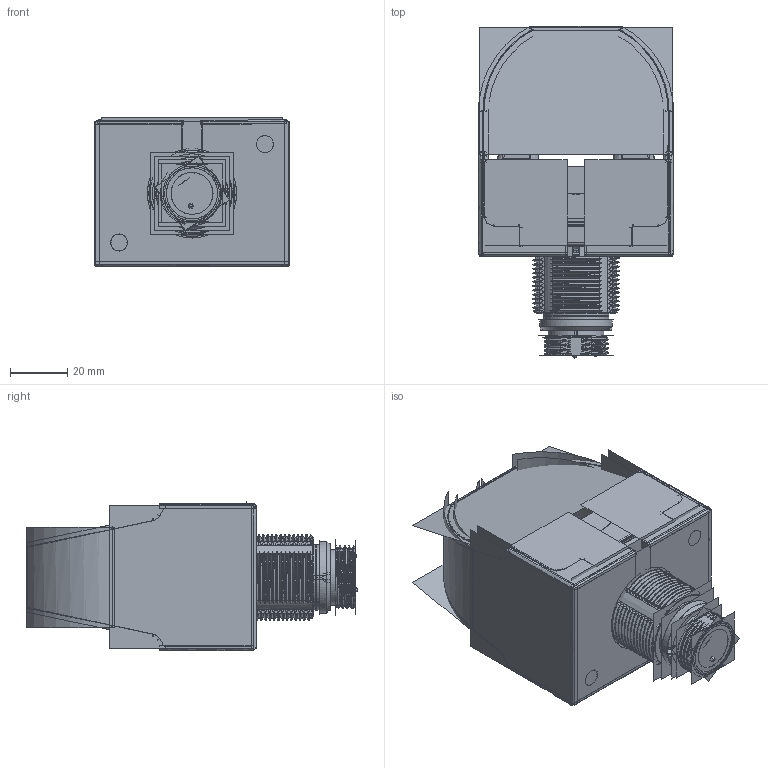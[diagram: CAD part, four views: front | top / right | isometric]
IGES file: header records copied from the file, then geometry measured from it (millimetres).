
Start section:  PTC IGES file: 214524.igs
Global section: file name: 214524.igs; native system: Creo Parametric by PTC Inc.; preprocessor: 2019292; author: PDMAdmin; organization: Unknown; date: 20200811.125031; units: millimetre
Bounding box: 68.03 x 115.48 x 52.09 mm (x, y, z)
Surface area: 183890.8 mm2 (no closed solid volume)
Topology: 0 solids, 1 shells, 2041 faces, 10607 edges, 13309 vertices
Faces by surface type: bspline 1071, revolution 970
